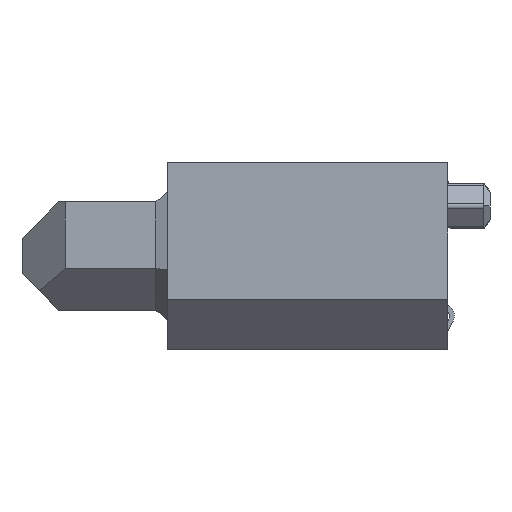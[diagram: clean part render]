
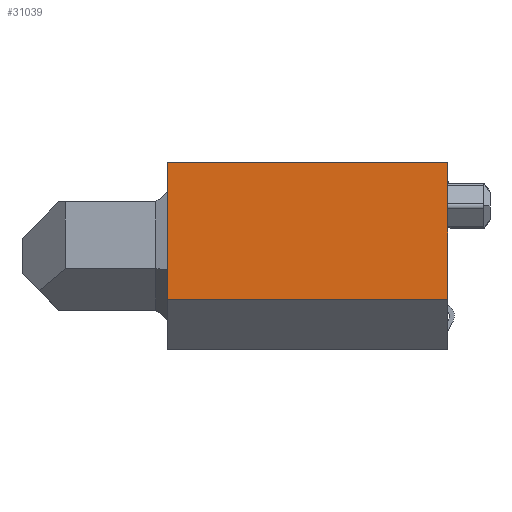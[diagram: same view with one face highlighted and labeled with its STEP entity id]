
A CAD part, left-side view. The second image highlights one B-rep face of the part: STEP entity #31039.
In plain terms, the highlighted planar face has unit normal (-1, 0, 0).
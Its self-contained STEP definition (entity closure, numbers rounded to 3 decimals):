
#2=DIRECTION('',(0.,-1.,0.));
#3=VECTOR('',#2,8.4);
#4=CARTESIAN_POINT('',(-11.,8.4,-1.3));
#5=LINE('',#4,#3);
#6=DIRECTION('',(0.,0.,1.));
#7=VECTOR('',#6,4.1);
#8=CARTESIAN_POINT('',(-11.,8.4,-1.3));
#9=LINE('',#8,#7);
#10=DIRECTION('',(0.,-1.,0.));
#11=VECTOR('',#10,8.4);
#12=CARTESIAN_POINT('',(-11.,8.4,2.8));
#13=LINE('',#12,#11);
#14=DIRECTION('',(0.,0.,-1.));
#15=VECTOR('',#14,4.1);
#16=CARTESIAN_POINT('',(-11.,0.,2.8));
#17=LINE('',#16,#15);
#24072=CARTESIAN_POINT('',(-11.,8.4,2.8));
#24073=CARTESIAN_POINT('',(-11.,0.,2.8));
#24074=VERTEX_POINT('',#24072);
#24075=VERTEX_POINT('',#24073);
#24084=CARTESIAN_POINT('',(-11.,0.,-1.3));
#24086=VERTEX_POINT('',#24084);
#24090=CARTESIAN_POINT('',(-11.,8.4,-1.3));
#24091=VERTEX_POINT('',#24090);
#31024=CARTESIAN_POINT('',(-11.,0.,0.));
#31025=DIRECTION('',(1.,0.,0.));
#31026=DIRECTION('',(0.,0.,-1.));
#31027=AXIS2_PLACEMENT_3D('',#31024,#31025,#31026);
#31028=PLANE('',#31027);
#31030=ORIENTED_EDGE('',*,*,#31029,.F.);
#31032=ORIENTED_EDGE('',*,*,#31031,.T.);
#31034=ORIENTED_EDGE('',*,*,#31033,.T.);
#31036=ORIENTED_EDGE('',*,*,#31035,.T.);
#31037=EDGE_LOOP('',(#31030,#31032,#31034,#31036));
#31038=FACE_OUTER_BOUND('',#31037,.F.);
#31029=EDGE_CURVE('',#24091,#24086,#5,.T.);
#31031=EDGE_CURVE('',#24091,#24074,#9,.T.);
#31033=EDGE_CURVE('',#24074,#24075,#13,.T.);
#31035=EDGE_CURVE('',#24075,#24086,#17,.T.);
#31039=ADVANCED_FACE('',(#31038),#31028,.F.);
